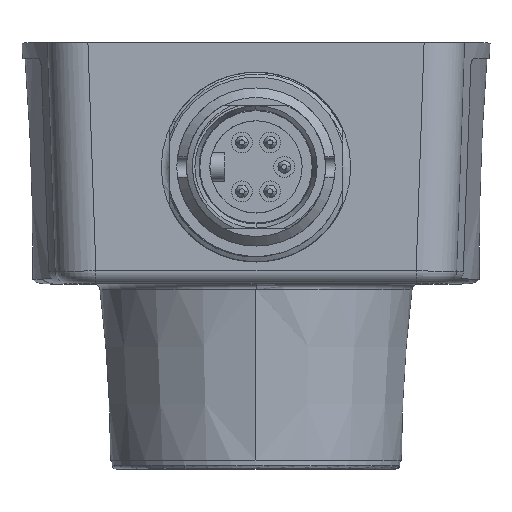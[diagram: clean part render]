
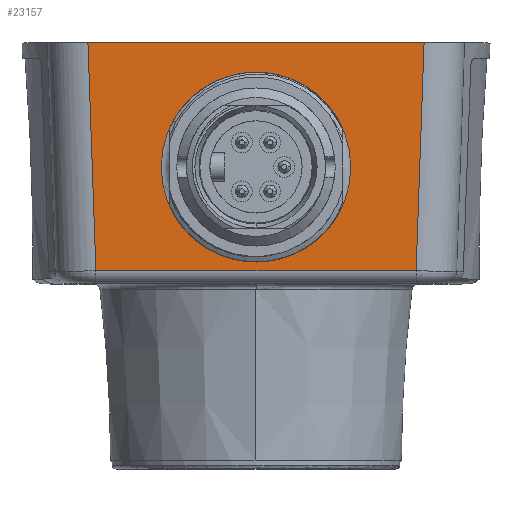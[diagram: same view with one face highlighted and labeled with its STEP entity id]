
A CAD part, top view. The second image highlights one B-rep face of the part: STEP entity #23157.
In plain terms, the highlighted planar face has unit normal (0, 0, 1).
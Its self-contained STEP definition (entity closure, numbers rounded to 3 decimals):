
#64=CARTESIAN_POINT('',(26.595,0.,0.));
#831=DIRECTION('',(1.,0.,0.));
#832=VECTOR('',#831,50.671);
#833=CARTESIAN_POINT('',(-25.335,-36.1,
0.));
#834=LINE('',#833,#832);
#9140=DIRECTION('',(-0.035,0.999,0.));
#9141=VECTOR('',#9140,36.122);
#9142=CARTESIAN_POINT('',(-25.335,-36.1,
0.));
#9143=LINE('',#9142,#9141);
#9147=DIRECTION('',(1.,0.,0.));
#9148=VECTOR('',#9147,53.191);
#9149=CARTESIAN_POINT('',(-26.595,0.,0.));
#9150=LINE('',#9149,#9148);
#9154=DIRECTION('',(-0.035,-0.999,0.));
#9155=VECTOR('',#9154,36.122);
#9156=CARTESIAN_POINT('',(26.595,0.,0.));
#9157=LINE('',#9156,#9155);
#9161=CARTESIAN_POINT('',(0.,-19.7,0.));
#9162=DIRECTION('',(0.,0.,1.));
#9163=DIRECTION('',(0.,1.,0.));
#9164=AXIS2_PLACEMENT_3D('',#9161,#9162,#9163);
#9169=CARTESIAN_POINT('',(0.,-19.7,0.));
#9170=DIRECTION('',(0.,0.,1.));
#9171=DIRECTION('',(0.,-1.,0.));
#9172=AXIS2_PLACEMENT_3D('',#9169,#9170,#9171);
#12487=VERTEX_POINT('',#64);
#12488=CARTESIAN_POINT('',(-26.595,0.,0.));
#12489=VERTEX_POINT('',#12488);
#12646=CARTESIAN_POINT('',(25.335,-36.1,0.));
#12647=VERTEX_POINT('',#12646);
#12648=CARTESIAN_POINT('',(-25.335,-36.1,0.));
#12649=VERTEX_POINT('',#12648);
#13478=CARTESIAN_POINT('',(0.,-34.699,0.));
#13479=VERTEX_POINT('',#13478);
#13480=CARTESIAN_POINT('',(0.,-4.701,0.));
#13481=VERTEX_POINT('',#13480);
#23140=CARTESIAN_POINT('',(-33.,0.,0.));
#23141=DIRECTION('',(0.,0.,1.));
#23142=DIRECTION('',(1.,0.,0.));
#23143=AXIS2_PLACEMENT_3D('',#23140,#23141,#23142);
#23144=PLANE('',#23143);
#23145=ORIENTED_EDGE('',*,*,#14170,.F.);
#23147=ORIENTED_EDGE('',*,*,#23146,.T.);
#23148=ORIENTED_EDGE('',*,*,#13788,.T.);
#23150=ORIENTED_EDGE('',*,*,#23149,.T.);
#23151=EDGE_LOOP('',(#23145,#23147,#23148,#23150));
#23152=FACE_OUTER_BOUND('',#23151,.F.);
#23153=ORIENTED_EDGE('',*,*,#18729,.T.);
#23154=ORIENTED_EDGE('',*,*,#23130,.T.);
#23155=EDGE_LOOP('',(#23153,#23154));
#23156=FACE_BOUND('',#23155,.F.);
#9165=CIRCLE('',#9164,14.999);
#9173=CIRCLE('',#9172,14.999);
#13788=EDGE_CURVE('',#12489,#12487,#9150,.T.);
#14170=EDGE_CURVE('',#12649,#12647,#834,.T.);
#18729=EDGE_CURVE('',#13481,#13479,#9165,.T.);
#23130=EDGE_CURVE('',#13479,#13481,#9173,.T.);
#23146=EDGE_CURVE('',#12649,#12489,#9143,.T.);
#23149=EDGE_CURVE('',#12487,#12647,#9157,.T.);
#23157=ADVANCED_FACE('',(#23152,#23156),#23144,.T.);
